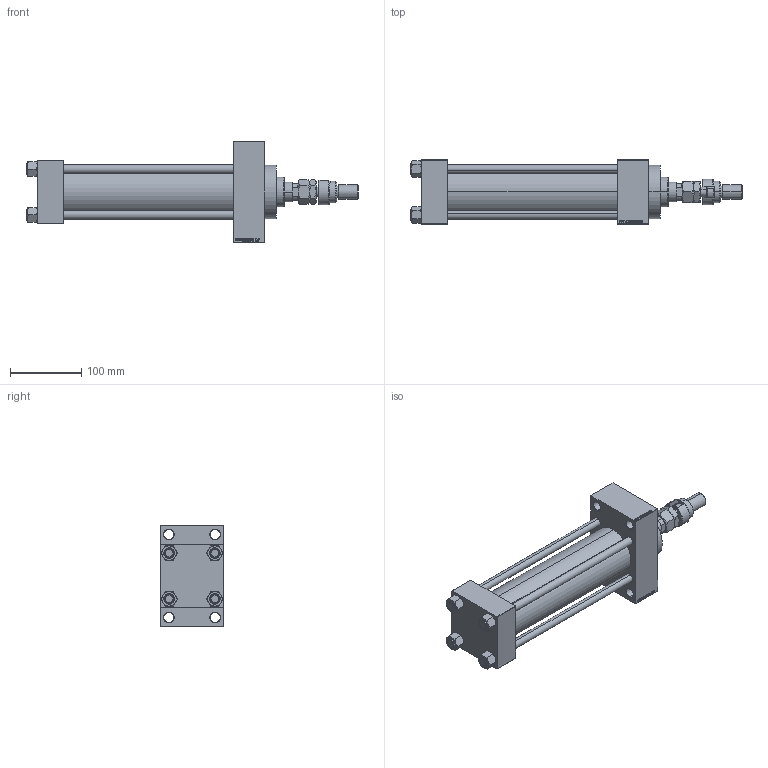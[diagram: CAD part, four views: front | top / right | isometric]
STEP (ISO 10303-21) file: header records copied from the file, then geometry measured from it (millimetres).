
FILE_DESCRIPTION (( 'STEP AP203' ), '1' );
FILE_NAME ('8f78.STEP', '2023-08-23T09:38:36', ( '' ), ( '' ), 'SwSTEP 2.0', 'SolidWorks 2019', '' );
FILE_SCHEMA (( 'CONFIG_CONTROL_DESIGN' ));
Length unit declared in the file: millimetre
Products named in the file (9): V215CR_VCP_D 674fbe2617746acdfc7185ef7e471f28; V215_VC_A 674fbe2617746acdfc7185ef7e471f28; NUT_M5_D 674fbe2617746acdfc7185ef7e471f28; V215CR_D_TYCINKA 674fbe2617746acdfc7185ef7e471f28; DFA 674fbe2617746acdfc7185ef7e471f28; 8f78; FEMALE_PART_FOR_DFA 674fbe2617746acdfc7185ef7e471f28; V215CR_D_Body 674fbe2617746acdfc7185ef7e471f28; MFA 674fbe2617746acdfc7185ef7e471f28
Assembly tree (14 placements, depth 3):
  8f78
    V215CR_D_Body 674fbe2617746acdfc7185ef7e471f28
    V215CR_VCP_D 674fbe2617746acdfc7185ef7e471f28
    NUT_M5_D 674fbe2617746acdfc7185ef7e471f28  x4
    V215CR_D_TYCINKA 674fbe2617746acdfc7185ef7e471f28  x4
    V215_VC_A 674fbe2617746acdfc7185ef7e471f28
    DFA 674fbe2617746acdfc7185ef7e471f28
      FEMALE_PART_FOR_DFA 674fbe2617746acdfc7185ef7e471f28
      MFA 674fbe2617746acdfc7185ef7e471f28
Bounding box: 467 x 90 x 142 mm (x, y, z)
Volume: 1458352.1 mm3; surface area: 329470.8 mm2
Topology: 13 solids, 13 shells, 1189 faces, 2934 edges, 1885 vertices
Faces by surface type: plane 525, bspline 368, cone 182, cylinder 102, torus 12
Entity records: 50063 total; most frequent: CARTESIAN_POINT 25811, ORIENTED_EDGE 5360, DIRECTION 3574, EDGE_CURVE 2680, VERTEX_POINT 1741, LINE 1562, VECTOR 1562, EDGE_LOOP 1203
